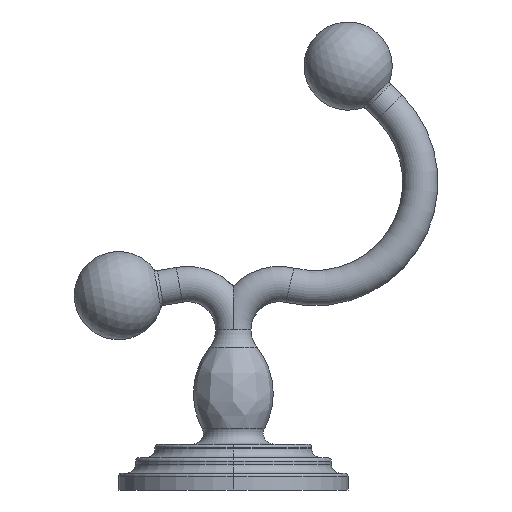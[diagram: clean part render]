
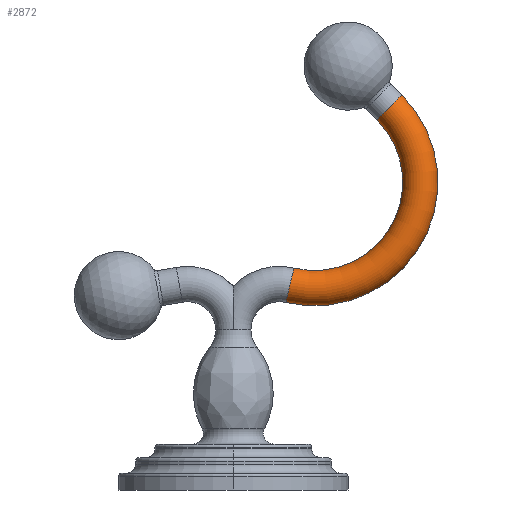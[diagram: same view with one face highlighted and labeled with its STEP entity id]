
A CAD part, left-side view. The second image highlights one B-rep face of the part: STEP entity #2872.
In plain terms, the highlighted toroidal (fillet/blend) face has major radius 29.997 mm and minor radius 5.004 mm.
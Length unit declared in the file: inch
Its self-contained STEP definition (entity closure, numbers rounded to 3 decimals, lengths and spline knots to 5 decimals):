
#1038=CARTESIAN_POINT('',(-16.,-1.73983,4.26533));
#1039=DIRECTION('',(0.,0.706,0.708));
#1040=DIRECTION('',(0.,0.708,-0.706));
#1041=AXIS2_PLACEMENT_3D('',#1038,#1039,#1040);
#1071=CARTESIAN_POINT('',(-16.,-0.90397,3.431));
#1072=DIRECTION('',(-1.,0.,0.));
#1073=DIRECTION('',(0.,0.232,-0.973));
#1074=AXIS2_PLACEMENT_3D('',#1071,#1072,#1073);
#1076=CARTESIAN_POINT('',(-16.,-0.63054,2.28209));
#1077=DIRECTION('',(0.,-0.973,-0.232));
#1078=DIRECTION('',(0.,-0.232,0.973));
#1079=AXIS2_PLACEMENT_3D('',#1076,#1077,#1078);
#1081=CARTESIAN_POINT('',(-16.,-0.90397,3.431));
#1082=DIRECTION('',(-1.,0.,0.));
#1083=DIRECTION('',(0.,0.232,-0.973));
#1084=AXIS2_PLACEMENT_3D('',#1081,#1082,#1083);
#1198=CARTESIAN_POINT('',(-16.,-0.67615,2.47374));
#1199=CARTESIAN_POINT('',(-16.,-0.58493,2.09044));
#1200=VERTEX_POINT('',#1198);
#1201=VERTEX_POINT('',#1199);
#1202=CARTESIAN_POINT('',(-16.,-1.6004,4.12615));
#1203=CARTESIAN_POINT('',(-16.,-1.87926,4.4045));
#1204=VERTEX_POINT('',#1202);
#1205=VERTEX_POINT('',#1203);
#2861=CARTESIAN_POINT('',(-16.,-0.90397,3.431));
#2862=DIRECTION('',(-1.,0.,0.));
#2863=DIRECTION('',(0.,-0.232,0.973));
#2864=AXIS2_PLACEMENT_3D('',#2861,#2862,#2863);
#2865=TOROIDAL_SURFACE('',#2864,1.181,0.197);
#2866=ORIENTED_EDGE('',*,*,#1742,.F.);
#2867=ORIENTED_EDGE('',*,*,#2856,.T.);
#2868=ORIENTED_EDGE('',*,*,#2814,.T.);
#2869=ORIENTED_EDGE('',*,*,#2853,.F.);
#2870=EDGE_LOOP('',(#2866,#2867,#2868,#2869));
#2871=FACE_OUTER_BOUND('',#2870,.F.);
#2872=ADVANCED_FACE('',(#2871),#2865,.T.);
#1042=CIRCLE('',#1041,0.197);
#1075=CIRCLE('',#1074,1.378);
#1080=CIRCLE('',#1079,0.197);
#1085=CIRCLE('',#1084,0.984);
#1742=EDGE_CURVE('',#1200,#1201,#1080,.T.);
#2814=EDGE_CURVE('',#1204,#1205,#1042,.T.);
#2853=EDGE_CURVE('',#1201,#1205,#1075,.T.);
#2856=EDGE_CURVE('',#1200,#1204,#1085,.T.);
